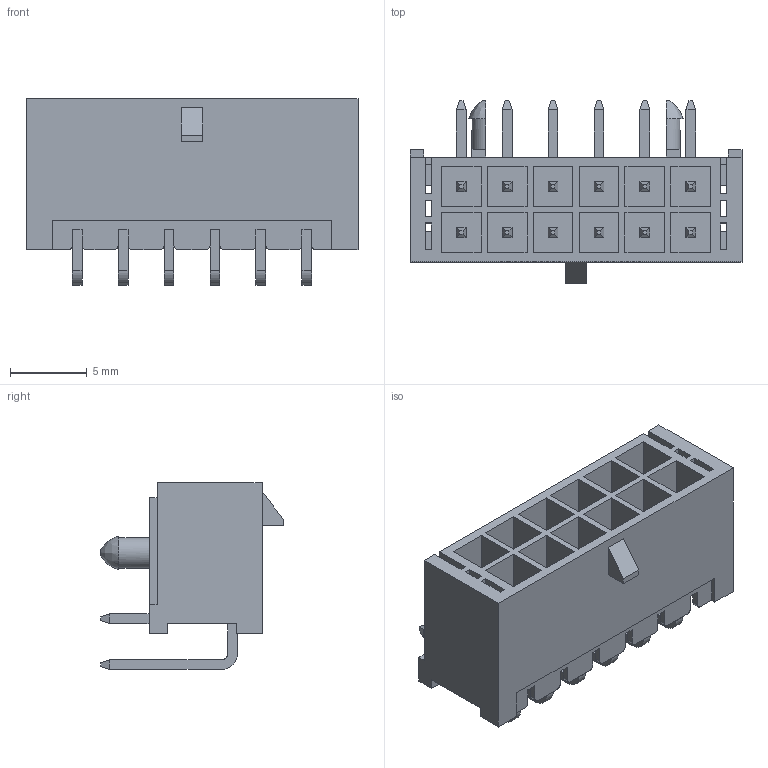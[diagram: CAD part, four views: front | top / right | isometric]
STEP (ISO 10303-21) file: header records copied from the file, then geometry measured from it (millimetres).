
FILE_DESCRIPTION( ( 'Unknown' ), '1' );
FILE_NAME( '66201221022.stp', 'Unknown', ( 'Quentin LAIDEBEUR' ), ( 'WE' ), 'PSStep 15.0.49', 'Sample-box', ' ' );
FILE_SCHEMA( ( 'AUTOMOTIVE_DESIGN { 1 0 10303 214 1 1 1 1 }' ) );
Length unit declared in the file: millimetre
Products named in the file (4): Assem1; 662012235922; 6620xx21022_PIN_COURTE; 6620xx21022_PIN_LONGUE
Assembly tree (13 placements, depth 2):
  Assem1
    662012235922
    6620xx21022_PIN_COURTE  x6
    6620xx21022_PIN_LONGUE  x6
Bounding box: 21.7 x 11.96 x 12.22 mm (x, y, z)
Volume: 824.2 mm3; surface area: 2515.8 mm2
Topology: 13 solids, 13 shells, 517 faces, 1396 edges, 898 vertices
Faces by surface type: plane 465, cylinder 50, bspline 2
Entity records: 13996 total; most frequent: CARTESIAN_POINT 2035, ORIENTED_EDGE 1992, DIRECTION 1764, EDGE_CURVE 996, LINE 926, VECTOR 926, VERTEX_POINT 658, AXIS2_PLACEMENT_3D 419
